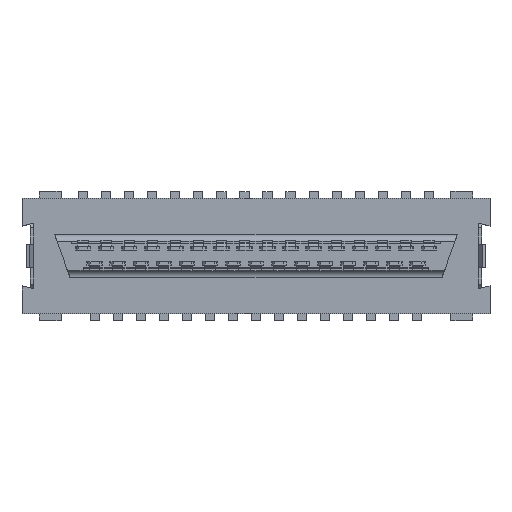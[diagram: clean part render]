
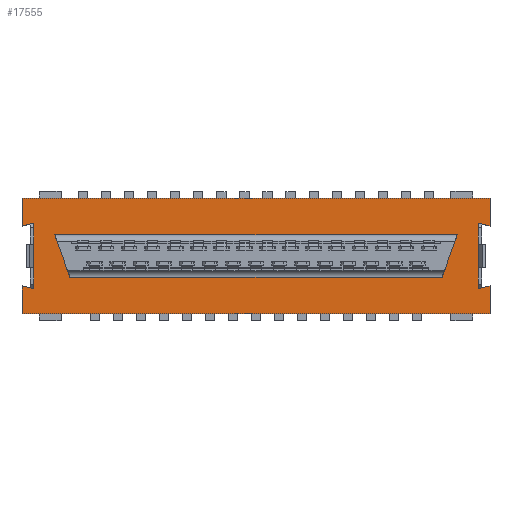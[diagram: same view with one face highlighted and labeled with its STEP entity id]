
A CAD part, top view. The second image highlights one B-rep face of the part: STEP entity #17555.
In plain terms, the highlighted planar face has unit normal (0, 0, 1).
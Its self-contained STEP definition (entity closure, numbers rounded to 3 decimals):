
#53=CARTESIAN_POINT('',(-3.732,0.925,2.04));
#54=VERTEX_POINT('',#53);
#62=CARTESIAN_POINT('',(-3.073,-0.925,2.04));
#63=VERTEX_POINT('',#62);
#64=CARTESIAN_POINT('',(-3.732,0.925,2.04));
#65=DIRECTION('',(0.335,-0.942,0.));
#66=VECTOR('',#65,1.964);
#67=LINE('',#64,#66);
#68=EDGE_CURVE('',#54,#63,#67,.T.);
#8490=CARTESIAN_POINT('',(-4.65,1.33,2.04));
#8491=VERTEX_POINT('',#8490);
#8498=CARTESIAN_POINT('',(-4.65,1.425,2.04));
#8499=VERTEX_POINT('',#8498);
#8500=CARTESIAN_POINT('',(-4.65,1.33,2.04));
#8501=DIRECTION('',(0.,1.,0.));
#8502=VECTOR('',#8501,0.095);
#8503=LINE('',#8500,#8502);
#8504=EDGE_CURVE('',#8491,#8499,#8503,.T.);
#8522=CARTESIAN_POINT('',(-4.65,0.5,2.04));
#8523=VERTEX_POINT('',#8522);
#8530=CARTESIAN_POINT('',(-4.65,0.5,2.04));
#8531=DIRECTION('',(0.,1.,0.));
#8532=VECTOR('',#8531,0.83);
#8533=LINE('',#8530,#8532);
#8534=EDGE_CURVE('',#8523,#8491,#8533,.T.);
#8568=CARTESIAN_POINT('',(-4.65,-0.5,2.04));
#8569=VERTEX_POINT('',#8568);
#8576=CARTESIAN_POINT('',(-4.65,-0.5,2.04));
#8577=DIRECTION('',(0.,1.,0.));
#8578=VECTOR('',#8577,1.);
#8579=LINE('',#8576,#8578);
#8580=EDGE_CURVE('',#8569,#8523,#8579,.T.);
#8598=CARTESIAN_POINT('',(-4.65,-1.33,2.04));
#8599=VERTEX_POINT('',#8598);
#8606=CARTESIAN_POINT('',(-4.65,-1.33,2.04));
#8607=DIRECTION('',(0.,1.,0.));
#8608=VECTOR('',#8607,0.83);
#8609=LINE('',#8606,#8608);
#8610=EDGE_CURVE('',#8599,#8569,#8609,.T.);
#8636=CARTESIAN_POINT('',(-4.65,-1.425,2.04));
#8637=VERTEX_POINT('',#8636);
#8644=CARTESIAN_POINT('',(-4.65,-1.425,2.04));
#8645=DIRECTION('',(0.,1.,0.));
#8646=VECTOR('',#8645,0.095);
#8647=LINE('',#8644,#8646);
#8648=EDGE_CURVE('',#8637,#8599,#8647,.T.);
#8698=CARTESIAN_POINT('',(-5.15,-1.3,2.04));
#8699=VERTEX_POINT('',#8698);
#8706=CARTESIAN_POINT('',(-5.15,-1.3,2.04));
#8707=DIRECTION('',(0.97,-0.243,0.));
#8708=VECTOR('',#8707,0.515);
#8709=LINE('',#8706,#8708);
#8710=EDGE_CURVE('',#8699,#8637,#8709,.T.);
#8729=CARTESIAN_POINT('',(-5.15,-2.5,2.04));
#8730=VERTEX_POINT('',#8729);
#8737=CARTESIAN_POINT('',(-5.15,-2.5,2.04));
#8738=DIRECTION('',(0.,1.,0.));
#8739=VECTOR('',#8738,1.2);
#8740=LINE('',#8737,#8739);
#8741=EDGE_CURVE('',#8730,#8699,#8740,.T.);
#8762=CARTESIAN_POINT('',(-5.15,1.3,2.04));
#8763=VERTEX_POINT('',#8762);
#8770=CARTESIAN_POINT('',(-5.15,2.5,2.04));
#8771=VERTEX_POINT('',#8770);
#8772=CARTESIAN_POINT('',(-5.15,1.3,2.04));
#8773=DIRECTION('',(0.,1.,0.));
#8774=VECTOR('',#8773,1.2);
#8775=LINE('',#8772,#8774);
#8776=EDGE_CURVE('',#8763,#8771,#8775,.T.);
#8825=CARTESIAN_POINT('',(-4.65,1.425,2.04));
#8826=DIRECTION('',(-0.97,-0.243,0.));
#8827=VECTOR('',#8826,0.515);
#8828=LINE('',#8825,#8827);
#8829=EDGE_CURVE('',#8499,#8763,#8828,.T.);
#17428=CARTESIAN_POINT('',(5.,0.,2.04));
#17429=DIRECTION('',(-1.,0.,0.));
#17430=DIRECTION('',(0.,0.,1.));
#17431=AXIS2_PLACEMENT_3D('',#17428,#17430,#17429);
#17432=PLANE('',#17431);
#17433=ORIENTED_EDGE('',*,*,#8504,.F.);
#17434=ORIENTED_EDGE('',*,*,#8534,.F.);
#17435=ORIENTED_EDGE('',*,*,#8580,.F.);
#17436=ORIENTED_EDGE('',*,*,#8610,.F.);
#17437=ORIENTED_EDGE('',*,*,#8648,.F.);
#17438=ORIENTED_EDGE('',*,*,#8710,.F.);
#17439=ORIENTED_EDGE('',*,*,#8741,.F.);
#17440=CARTESIAN_POINT('',(15.15,-2.5,2.04));
#17441=VERTEX_POINT('',#17440);
#17442=CARTESIAN_POINT('',(-5.15,-2.5,2.04));
#17443=DIRECTION('',(1.,0.,0.));
#17444=VECTOR('',#17443,20.3);
#17445=LINE('',#17442,#17444);
#17446=EDGE_CURVE('',#8730,#17441,#17445,.T.);
#17447=ORIENTED_EDGE('',*,*,#17446,.T.);
#17448=CARTESIAN_POINT('',(15.15,-1.3,2.04));
#17449=VERTEX_POINT('',#17448);
#17450=CARTESIAN_POINT('',(15.15,-2.5,2.04));
#17451=DIRECTION('',(0.,1.,0.));
#17452=VECTOR('',#17451,1.2);
#17453=LINE('',#17450,#17452);
#17454=EDGE_CURVE('',#17441,#17449,#17453,.T.);
#17455=ORIENTED_EDGE('',*,*,#17454,.T.);
#17456=CARTESIAN_POINT('',(14.65,-1.425,2.04));
#17457=VERTEX_POINT('',#17456);
#17458=CARTESIAN_POINT('',(15.15,-1.3,2.04));
#17459=DIRECTION('',(-0.97,-0.243,0.));
#17460=VECTOR('',#17459,0.515);
#17461=LINE('',#17458,#17460);
#17462=EDGE_CURVE('',#17449,#17457,#17461,.T.);
#17463=ORIENTED_EDGE('',*,*,#17462,.T.);
#17464=CARTESIAN_POINT('',(14.65,-1.33,2.04));
#17465=VERTEX_POINT('',#17464);
#17466=CARTESIAN_POINT('',(14.65,-1.425,2.04));
#17467=DIRECTION('',(0.,1.,0.));
#17468=VECTOR('',#17467,0.095);
#17469=LINE('',#17466,#17468);
#17470=EDGE_CURVE('',#17457,#17465,#17469,.T.);
#17471=ORIENTED_EDGE('',*,*,#17470,.T.);
#17472=CARTESIAN_POINT('',(14.65,-0.5,2.04));
#17473=VERTEX_POINT('',#17472);
#17474=CARTESIAN_POINT('',(14.65,-1.33,2.04));
#17475=DIRECTION('',(0.,1.,0.));
#17476=VECTOR('',#17475,0.83);
#17477=LINE('',#17474,#17476);
#17478=EDGE_CURVE('',#17465,#17473,#17477,.T.);
#17479=ORIENTED_EDGE('',*,*,#17478,.T.);
#17480=CARTESIAN_POINT('',(14.65,0.5,2.04));
#17481=VERTEX_POINT('',#17480);
#17482=CARTESIAN_POINT('',(14.65,-0.5,2.04));
#17483=DIRECTION('',(0.,1.,0.));
#17484=VECTOR('',#17483,1.);
#17485=LINE('',#17482,#17484);
#17486=EDGE_CURVE('',#17473,#17481,#17485,.T.);
#17487=ORIENTED_EDGE('',*,*,#17486,.T.);
#17488=CARTESIAN_POINT('',(14.65,1.33,2.04));
#17489=VERTEX_POINT('',#17488);
#17490=CARTESIAN_POINT('',(14.65,0.5,2.04));
#17491=DIRECTION('',(0.,1.,0.));
#17492=VECTOR('',#17491,0.83);
#17493=LINE('',#17490,#17492);
#17494=EDGE_CURVE('',#17481,#17489,#17493,.T.);
#17495=ORIENTED_EDGE('',*,*,#17494,.T.);
#17496=CARTESIAN_POINT('',(14.65,1.425,2.04));
#17497=VERTEX_POINT('',#17496);
#17498=CARTESIAN_POINT('',(14.65,1.33,2.04));
#17499=DIRECTION('',(0.,1.,0.));
#17500=VECTOR('',#17499,0.095);
#17501=LINE('',#17498,#17500);
#17502=EDGE_CURVE('',#17489,#17497,#17501,.T.);
#17503=ORIENTED_EDGE('',*,*,#17502,.T.);
#17504=CARTESIAN_POINT('',(15.15,1.3,2.04));
#17505=VERTEX_POINT('',#17504);
#17506=CARTESIAN_POINT('',(14.65,1.425,2.04));
#17507=DIRECTION('',(0.97,-0.243,0.));
#17508=VECTOR('',#17507,0.515);
#17509=LINE('',#17506,#17508);
#17510=EDGE_CURVE('',#17497,#17505,#17509,.T.);
#17511=ORIENTED_EDGE('',*,*,#17510,.T.);
#17512=CARTESIAN_POINT('',(15.15,2.5,2.04));
#17513=VERTEX_POINT('',#17512);
#17514=CARTESIAN_POINT('',(15.15,1.3,2.04));
#17515=DIRECTION('',(0.,1.,0.));
#17516=VECTOR('',#17515,1.2);
#17517=LINE('',#17514,#17516);
#17518=EDGE_CURVE('',#17505,#17513,#17517,.T.);
#17519=ORIENTED_EDGE('',*,*,#17518,.T.);
#17520=CARTESIAN_POINT('',(15.15,2.5,2.04));
#17521=DIRECTION('',(-1.,0.,0.));
#17522=VECTOR('',#17521,20.3);
#17523=LINE('',#17520,#17522);
#17524=EDGE_CURVE('',#17513,#8771,#17523,.T.);
#17525=ORIENTED_EDGE('',*,*,#17524,.T.);
#17526=ORIENTED_EDGE('',*,*,#8776,.F.);
#17527=ORIENTED_EDGE('',*,*,#8829,.F.);
#17528=EDGE_LOOP('',(#17433,#17434,#17435,#17436,#17437,#17438,#17439,#17447,#17455,#17463,#17471,#17479,#17487,#17495,#17503,#17511,#17519,#17525,#17526,#17527));
#17529=FACE_OUTER_BOUND('',#17528,.T.);
#17530=CARTESIAN_POINT('',(13.732,0.925,2.04));
#17531=VERTEX_POINT('',#17530);
#17532=CARTESIAN_POINT('',(13.073,-0.925,2.04));
#17533=VERTEX_POINT('',#17532);
#17534=CARTESIAN_POINT('',(13.732,0.925,2.04));
#17535=DIRECTION('',(-0.335,-0.942,0.));
#17536=VECTOR('',#17535,1.964);
#17537=LINE('',#17534,#17536);
#17538=EDGE_CURVE('',#17531,#17533,#17537,.T.);
#17539=ORIENTED_EDGE('',*,*,#17538,.T.);
#17540=CARTESIAN_POINT('',(13.073,-0.925,2.04));
#17541=DIRECTION('',(-1.,0.,0.));
#17542=VECTOR('',#17541,16.146);
#17543=LINE('',#17540,#17542);
#17544=EDGE_CURVE('',#17533,#63,#17543,.T.);
#17545=ORIENTED_EDGE('',*,*,#17544,.T.);
#17546=ORIENTED_EDGE('',*,*,#68,.F.);
#17547=CARTESIAN_POINT('',(-3.732,0.925,2.04));
#17548=DIRECTION('',(1.,0.,0.));
#17549=VECTOR('',#17548,17.464);
#17550=LINE('',#17547,#17549);
#17551=EDGE_CURVE('',#54,#17531,#17550,.T.);
#17552=ORIENTED_EDGE('',*,*,#17551,.T.);
#17553=EDGE_LOOP('',(#17539,#17545,#17546,#17552));
#17554=FACE_BOUND('',#17553,.T.);
#17555=ADVANCED_FACE('',(#17529,#17554),#17432,.T.);
